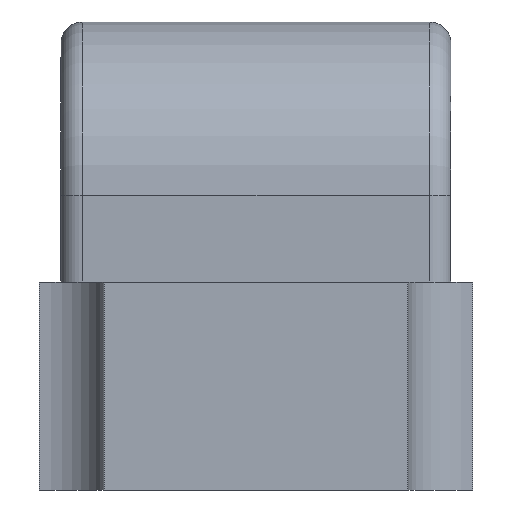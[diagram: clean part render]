
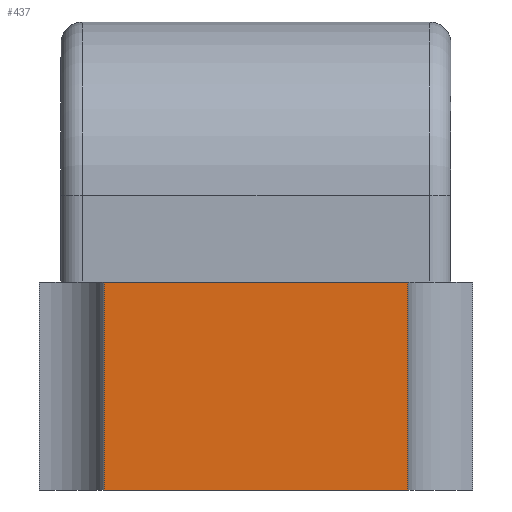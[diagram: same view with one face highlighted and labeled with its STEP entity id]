
A CAD part, left-side view. The second image highlights one B-rep face of the part: STEP entity #437.
In plain terms, the highlighted planar face has unit normal (-1, 0, 0).
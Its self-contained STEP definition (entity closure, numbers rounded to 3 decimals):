
#24=PLANE('',#482);
#37=FACE_OUTER_BOUND('',#65,.T.);
#65=EDGE_LOOP('',(#300,#301,#302,#303));
#93=LINE('',#694,#129);
#94=LINE('',#697,#130);
#95=LINE('',#699,#131);
#96=LINE('',#700,#132);
#129=VECTOR('',#544,10.);
#130=VECTOR('',#547,10.);
#131=VECTOR('',#548,10.);
#132=VECTOR('',#549,10.);
#193=VERTEX_POINT('',#688);
#195=VERTEX_POINT('',#692);
#196=VERTEX_POINT('',#696);
#197=VERTEX_POINT('',#698);
#235=EDGE_CURVE('',#193,#195,#93,.T.);
#236=EDGE_CURVE('',#193,#196,#94,.T.);
#237=EDGE_CURVE('',#197,#195,#95,.T.);
#238=EDGE_CURVE('',#196,#197,#96,.T.);
#300=ORIENTED_EDGE('',*,*,#236,.F.);
#301=ORIENTED_EDGE('',*,*,#235,.T.);
#302=ORIENTED_EDGE('',*,*,#237,.F.);
#303=ORIENTED_EDGE('',*,*,#238,.F.);
#437=ADVANCED_FACE('',(#37),#24,.T.);
#482=AXIS2_PLACEMENT_3D('',#695,#545,#546);
#544=DIRECTION('',(0.,0.,1.));
#545=DIRECTION('center_axis',(-1.,0.,0.));
#546=DIRECTION('ref_axis',(0.,-1.,0.));
#547=DIRECTION('',(0.,1.,0.));
#548=DIRECTION('',(0.,-1.,0.));
#549=DIRECTION('',(0.,0.,1.));
#688=CARTESIAN_POINT('',(-1.6,-0.35,0.));
#692=CARTESIAN_POINT('',(-1.6,-0.35,0.48));
#694=CARTESIAN_POINT('',(-1.6,-0.35,0.));
#695=CARTESIAN_POINT('Origin',(-1.6,0.35,0.));
#696=CARTESIAN_POINT('',(-1.6,0.35,0.));
#697=CARTESIAN_POINT('',(-1.6,-0.35,0.));
#698=CARTESIAN_POINT('',(-1.6,0.35,0.48));
#699=CARTESIAN_POINT('',(-1.6,-0.35,0.48));
#700=CARTESIAN_POINT('',(-1.6,0.35,0.));
